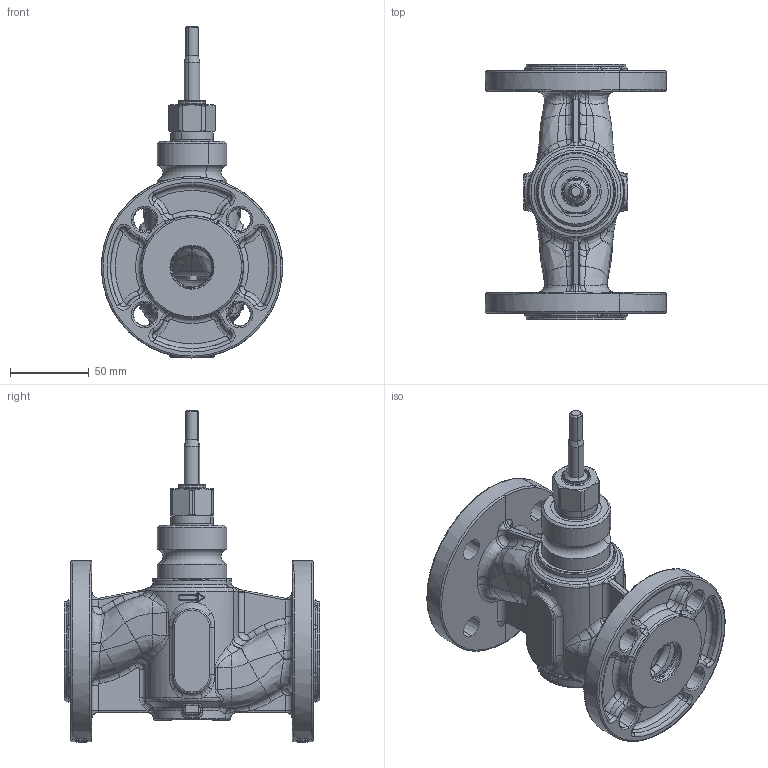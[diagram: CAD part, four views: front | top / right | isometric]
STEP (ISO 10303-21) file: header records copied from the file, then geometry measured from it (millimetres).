
FILE_DESCRIPTION(('CATIA V5 STEP Exchange','CAx-IF Rec.Pracs.--- Model Styling and Organization---1.5--- 2016-08-15','CAx-IF Rec.Pracs.---Supplemental Geometry---1.0---2011-11-01','CAx-IF Rec.Pracs.--- Composite Materials ---1.1---2010-07-15'),'2;1');
FILE_NAME('VLA325 DN25_241015.stp','2024-10-15T08:06:31+00:00',('none'),('none'),'CATIA Version 5-6 Release 2023','CATIA V5 STEP AP214 v2','none');
FILE_SCHEMA(('AUTOMOTIVE_DESIGN { 1 0 10303 214 1 1 1 1 }'));
Products named in the file (13): 6211s5; 6002; 954-1367s1; 953-1008; 954-1363; 954-1362; fett; 954-1388; 954-1354; 62007; 954-1336; 6108-03; 98001820
Assembly tree (16 placements, depth 3):
  6211s5
    6002
    954-1367s1
      953-1008
      954-1363  x2
      954-1362  x2
      fett
      954-1388
    954-1354
    62007
    954-1336
    6108-03  x2
    98001820  x2
Bounding box: 114.98 x 162 x 210.7 mm (x, y, z)
Volume: 436029.6 mm3; surface area: 157025.7 mm2
Topology: 15 solids, 15 shells, 1459 faces, 3350 edges, 1879 vertices
Faces by surface type: bspline 580, torus 281, cylinder 245, cone 178, plane 129, sphere 34, extrusion 12
Entity records: 88673 total; most frequent: CARTESIAN_POINT 62822, ORIENTED_EDGE 6464, EDGE_CURVE 3232, DIRECTION 2963, VERTEX_POINT 1835, AXIS2_PLACEMENT_3D 1781, B_SPLINE_CURVE_WITH_KNOTS 1647, EDGE_LOOP 1465
